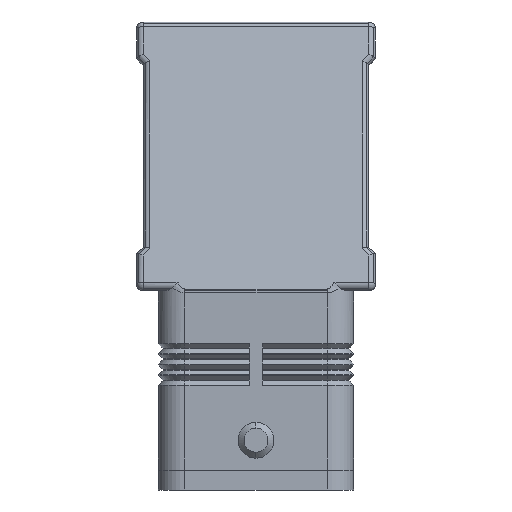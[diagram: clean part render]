
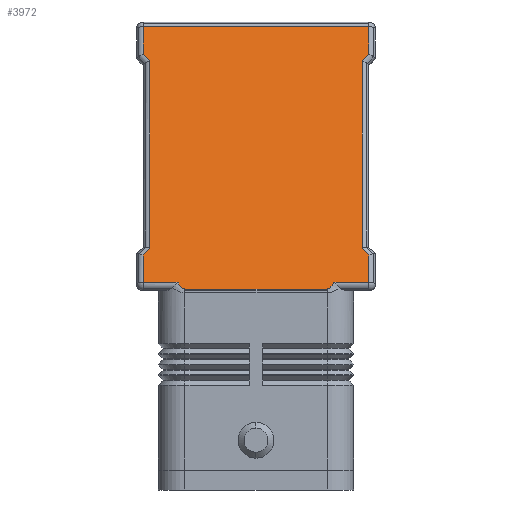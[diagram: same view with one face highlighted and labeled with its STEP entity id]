
A CAD part, left-side view. The second image highlights one B-rep face of the part: STEP entity #3972.
In plain terms, the highlighted planar face has unit normal (-0.96, 0, 0.28).
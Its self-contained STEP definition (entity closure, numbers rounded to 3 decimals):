
#249=CARTESIAN_POINT('',(-39.376,-17.0,31.28));
#250=VERTEX_POINT('',#249);
#258=CARTESIAN_POINT('',(-39.376,-11.743,31.28));
#259=VERTEX_POINT('',#258);
#260=CARTESIAN_POINT('',(-39.376,-17.0,31.28));
#261=DIRECTION('',(0.0,1.0,0.0));
#262=VECTOR('',#261,5.257);
#263=LINE('',#260,#262);
#264=EDGE_CURVE('',#250,#259,#263,.T.);
#412=CARTESIAN_POINT('',(-39.376,11.743,31.28));
#413=VERTEX_POINT('',#412);
#427=CARTESIAN_POINT('',(-39.376,17.0,31.28));
#428=VERTEX_POINT('',#427);
#429=CARTESIAN_POINT('',(-39.376,11.743,31.28));
#430=DIRECTION('',(0.0,1.0,0.0));
#431=VECTOR('',#430,5.257);
#432=LINE('',#429,#431);
#433=EDGE_CURVE('',#413,#428,#432,.T.);
#956=CARTESIAN_POINT('',(-28.139,17.0,69.78));
#957=VERTEX_POINT('',#956);
#965=CARTESIAN_POINT('',(-28.139,-17.0,69.78));
#966=VERTEX_POINT('',#965);
#967=CARTESIAN_POINT('',(-28.139,17.0,69.78));
#968=DIRECTION('',(0.0,-1.0,0.0));
#969=VECTOR('',#968,34.0);
#970=LINE('',#967,#969);
#971=EDGE_CURVE('',#957,#966,#970,.T.);
#1719=CARTESIAN_POINT('',(-39.67,-10.7,30.274));
#1720=VERTEX_POINT('',#1719);
#1728=CARTESIAN_POINT('',(-39.67,10.7,30.274));
#1729=VERTEX_POINT('',#1728);
#1730=CARTESIAN_POINT('',(-39.67,-10.7,30.274));
#1731=DIRECTION('',(0.0,1.0,0.0));
#1732=VECTOR('',#1731,21.4);
#1733=LINE('',#1730,#1732);
#1734=EDGE_CURVE('',#1720,#1729,#1733,.T.);
#3687=CARTESIAN_POINT('',(-37.67,-10.7,37.126));
#3688=DIRECTION('',(0.96,0.0,-0.28));
#3689=DIRECTION('',(-0.28,0.0,-0.96));
#3690=AXIS2_PLACEMENT_3D('',#3687,#3688,#3689);
#3691=ELLIPSE('',#3690,7.138,2.0);
#3692=EDGE_CURVE('',#259,#1720,#3691,.T.);
#3873=CARTESIAN_POINT('',(-37.67,10.7,37.126));
#3874=DIRECTION('',(0.96,0.0,-0.28));
#3875=DIRECTION('',(-0.28,0.0,-0.96));
#3876=AXIS2_PLACEMENT_3D('',#3873,#3874,#3875);
#3877=ELLIPSE('',#3876,7.138,2.0);
#3878=EDGE_CURVE('',#1729,#413,#3877,.T.);
#3883=CARTESIAN_POINT('',(-27.929,0.0,70.5));
#3884=DIRECTION('',(-0.96,0.0,0.28));
#3885=DIRECTION('',(0.28,0.0,0.96));
#3886=AXIS2_PLACEMENT_3D('',#3883,#3884,#3885);
#3887=PLANE('',#3886);
#3888=ORIENTED_EDGE('',*,*,#433,.F.);
#3889=ORIENTED_EDGE('',*,*,#3878,.F.);
#3890=ORIENTED_EDGE('',*,*,#1734,.F.);
#3891=ORIENTED_EDGE('',*,*,#3692,.F.);
#3892=ORIENTED_EDGE('',*,*,#264,.F.);
#3893=CARTESIAN_POINT('',(-38.173,-17.0,35.402));
#3894=VERTEX_POINT('',#3893);
#3895=CARTESIAN_POINT('',(-38.173,-17.0,35.402));
#3896=DIRECTION('',(-0.28,0.0,-0.96));
#3897=VECTOR('',#3896,4.293);
#3898=LINE('',#3895,#3897);
#3899=EDGE_CURVE('',#3894,#250,#3898,.T.);
#3900=ORIENTED_EDGE('',*,*,#3899,.F.);
#3901=CARTESIAN_POINT('',(-37.881,-16.,36.402));
#3902=VERTEX_POINT('',#3901);
#3903=CARTESIAN_POINT('',(-37.881,-16.,36.402));
#3904=DIRECTION('',(-0.202,-0.693,-0.693));
#3905=VECTOR('',#3904,1.444);
#3906=LINE('',#3903,#3905);
#3907=EDGE_CURVE('',#3902,#3894,#3906,.T.);
#3908=ORIENTED_EDGE('',*,*,#3907,.F.);
#3909=CARTESIAN_POINT('',(-29.634,-16.,64.659));
#3910=VERTEX_POINT('',#3909);
#3911=CARTESIAN_POINT('',(-29.634,-16.,64.659));
#3912=DIRECTION('',(-0.28,0.0,-0.96));
#3913=VECTOR('',#3912,29.436);
#3914=LINE('',#3911,#3913);
#3915=EDGE_CURVE('',#3910,#3902,#3914,.T.);
#3916=ORIENTED_EDGE('',*,*,#3915,.F.);
#3917=CARTESIAN_POINT('',(-29.342,-17.0,65.659));
#3918=VERTEX_POINT('',#3917);
#3919=CARTESIAN_POINT('',(-29.342,-17.0,65.659));
#3920=DIRECTION('',(-0.202,0.693,-0.693));
#3921=VECTOR('',#3920,1.444);
#3922=LINE('',#3919,#3921);
#3923=EDGE_CURVE('',#3918,#3910,#3922,.T.);
#3924=ORIENTED_EDGE('',*,*,#3923,.F.);
#3925=CARTESIAN_POINT('',(-28.139,-17.0,69.78));
#3926=DIRECTION('',(-0.28,0.0,-0.96));
#3927=VECTOR('',#3926,4.293);
#3928=LINE('',#3925,#3927);
#3929=EDGE_CURVE('',#966,#3918,#3928,.T.);
#3930=ORIENTED_EDGE('',*,*,#3929,.F.);
#3931=ORIENTED_EDGE('',*,*,#971,.F.);
#3932=CARTESIAN_POINT('',(-29.342,17.0,65.659));
#3933=VERTEX_POINT('',#3932);
#3934=CARTESIAN_POINT('',(-29.342,17.0,65.659));
#3935=DIRECTION('',(0.28,0.0,0.96));
#3936=VECTOR('',#3935,4.293);
#3937=LINE('',#3934,#3936);
#3938=EDGE_CURVE('',#3933,#957,#3937,.T.);
#3939=ORIENTED_EDGE('',*,*,#3938,.F.);
#3940=CARTESIAN_POINT('',(-29.634,16.,64.659));
#3941=VERTEX_POINT('',#3940);
#3942=CARTESIAN_POINT('',(-29.634,16.,64.659));
#3943=DIRECTION('',(0.202,0.693,0.693));
#3944=VECTOR('',#3943,1.444);
#3945=LINE('',#3942,#3944);
#3946=EDGE_CURVE('',#3941,#3933,#3945,.T.);
#3947=ORIENTED_EDGE('',*,*,#3946,.F.);
#3948=CARTESIAN_POINT('',(-37.881,16.,36.402));
#3949=VERTEX_POINT('',#3948);
#3950=CARTESIAN_POINT('',(-37.881,16.,36.402));
#3951=DIRECTION('',(0.28,0.0,0.96));
#3952=VECTOR('',#3951,29.436);
#3953=LINE('',#3950,#3952);
#3954=EDGE_CURVE('',#3949,#3941,#3953,.T.);
#3955=ORIENTED_EDGE('',*,*,#3954,.F.);
#3956=CARTESIAN_POINT('',(-38.173,17.0,35.402));
#3957=VERTEX_POINT('',#3956);
#3958=CARTESIAN_POINT('',(-38.173,17.0,35.402));
#3959=DIRECTION('',(0.202,-0.693,0.693));
#3960=VECTOR('',#3959,1.444);
#3961=LINE('',#3958,#3960);
#3962=EDGE_CURVE('',#3957,#3949,#3961,.T.);
#3963=ORIENTED_EDGE('',*,*,#3962,.F.);
#3964=CARTESIAN_POINT('',(-39.376,17.0,31.28));
#3965=DIRECTION('',(0.28,0.0,0.96));
#3966=VECTOR('',#3965,4.293);
#3967=LINE('',#3964,#3966);
#3968=EDGE_CURVE('',#428,#3957,#3967,.T.);
#3969=ORIENTED_EDGE('',*,*,#3968,.F.);
#3970=EDGE_LOOP('',(#3888,#3889,#3890,#3891,#3892,#3900,#3908,#3916,#3924,#3930,#3931,#3939,#3947,#3955,#3963,#3969));
#3971=FACE_OUTER_BOUND('',#3970,.T.);
#3972=ADVANCED_FACE('',(#3971),#3887,.T.);
